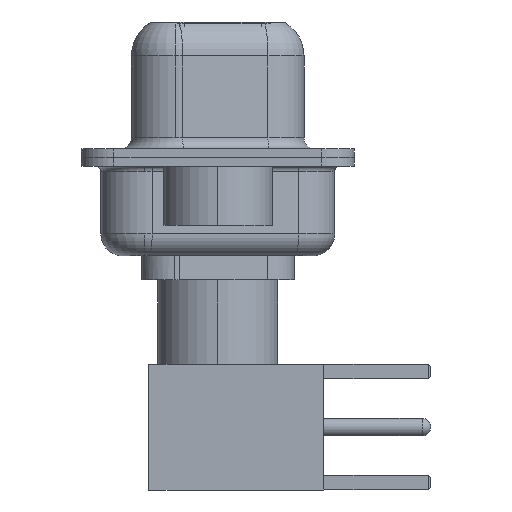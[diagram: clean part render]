
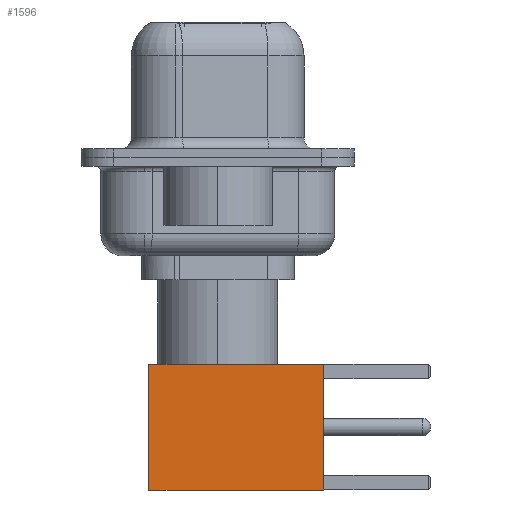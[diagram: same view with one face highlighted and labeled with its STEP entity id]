
A CAD part, left-side view. The second image highlights one B-rep face of the part: STEP entity #1596.
In plain terms, the highlighted face is planar.
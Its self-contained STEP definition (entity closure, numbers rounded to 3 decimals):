
#925 = VERTEX_POINT ( 'NONE', #2955 ) ;
#947 = PLANE ( 'NONE',  #16367 ) ;
#1148 = CARTESIAN_POINT ( 'NONE',  ( -2.875, 2.875, 8. ) ) ;
#1204 = CARTESIAN_POINT ( 'NONE',  ( 2.875, 2.875, 0. ) ) ;
#1245 = CARTESIAN_POINT ( 'NONE',  ( -2.875, 2.875, 0. ) ) ;
#1596 = ADVANCED_FACE ( 'NONE', ( #12767 ), #947, .T. ) ;
#1765 = EDGE_CURVE ( 'NONE', #5804, #1956, #15516, .T. ) ;
#1956 = VERTEX_POINT ( 'NONE', #2908 ) ;
#2623 = DIRECTION ( 'NONE',  ( 0., 0., -1. ) ) ;
#2660 = DIRECTION ( 'NONE',  ( 0., 1., 0. ) ) ;
#2908 = CARTESIAN_POINT ( 'NONE',  ( 2.875, 2.875, 0. ) ) ;
#2955 = CARTESIAN_POINT ( 'NONE',  ( -2.875, 2.875, 0. ) ) ;
#4177 = ORIENTED_EDGE ( 'NONE', *, *, #1765, .T. ) ;
#4777 = VERTEX_POINT ( 'NONE', #1148 ) ;
#4967 = VECTOR ( 'NONE', #6610, 1000. ) ;
#5251 = ORIENTED_EDGE ( 'NONE', *, *, #8223, .T. ) ;
#5804 = VERTEX_POINT ( 'NONE', #10073 ) ;
#6610 = DIRECTION ( 'NONE',  ( -1., 0., 0. ) ) ;
#6883 = VECTOR ( 'NONE', #2623, 1000. ) ;
#7519 = EDGE_LOOP ( 'NONE', ( #4177, #5251, #12582, #15141 ) ) ;
#7885 = LINE ( 'NONE', #13139, #4967 ) ;
#8216 = EDGE_CURVE ( 'NONE', #4777, #925, #13059, .T. ) ;
#8223 = EDGE_CURVE ( 'NONE', #1956, #925, #7885, .T. ) ;
#8958 = VECTOR ( 'NONE', #11636, 1000. ) ;
#8967 = CARTESIAN_POINT ( 'NONE',  ( 2.875, 2.875, 0. ) ) ;
#9810 = EDGE_CURVE ( 'NONE', #5804, #4777, #13987, .T. ) ;
#10073 = CARTESIAN_POINT ( 'NONE',  ( 2.875, 2.875, 8. ) ) ;
#11325 = VECTOR ( 'NONE', #15458, 1000. ) ;
#11636 = DIRECTION ( 'NONE',  ( 0., 0., -1. ) ) ;
#12582 = ORIENTED_EDGE ( 'NONE', *, *, #8216, .F. ) ;
#12767 = FACE_OUTER_BOUND ( 'NONE', #7519, .T. ) ;
#13059 = LINE ( 'NONE', #1245, #6883 ) ;
#13139 = CARTESIAN_POINT ( 'NONE',  ( 0., 2.875, 0. ) ) ;
#13987 = LINE ( 'NONE', #15370, #11325 ) ;
#15141 = ORIENTED_EDGE ( 'NONE', *, *, #9810, .F. ) ;
#15370 = CARTESIAN_POINT ( 'NONE',  ( 0., 2.875, 8. ) ) ;
#15458 = DIRECTION ( 'NONE',  ( -1., 0., 0. ) ) ;
#15516 = LINE ( 'NONE', #8967, #8958 ) ;
#15602 = DIRECTION ( 'NONE',  ( 0., 0., 1. ) ) ;
#16367 = AXIS2_PLACEMENT_3D ( 'NONE', #1204, #2660, #15602 ) ;
